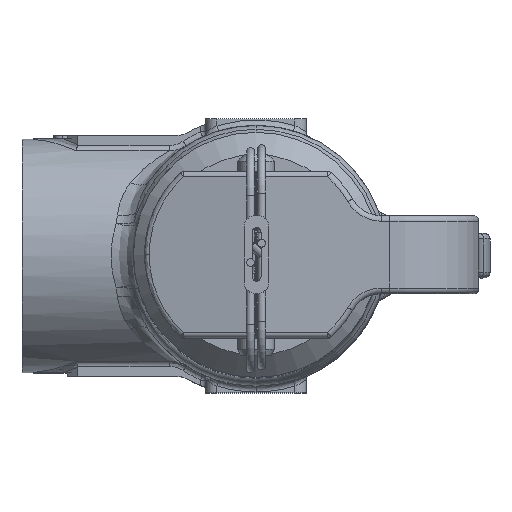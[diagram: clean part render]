
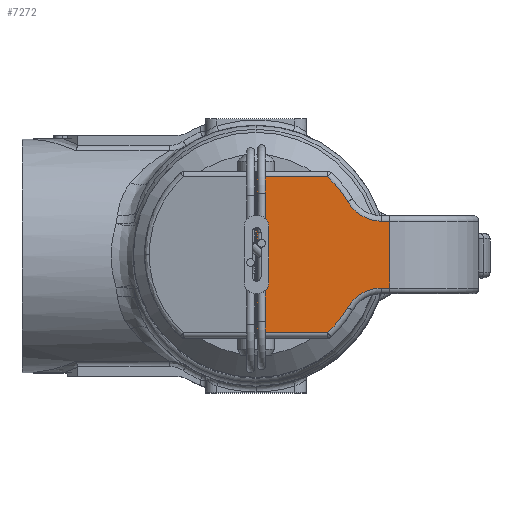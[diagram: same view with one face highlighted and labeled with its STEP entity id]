
A CAD part, top view. The second image highlights one B-rep face of the part: STEP entity #7272.
In plain terms, the highlighted planar face has unit normal (0, 0, 1).
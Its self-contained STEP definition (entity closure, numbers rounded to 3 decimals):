
#7181=CARTESIAN_POINT('',(-0.,-0.,69.5));
#7182=DIRECTION('',(0.,-0.,1.));
#7183=DIRECTION('',(0.,-1.,-0.));
#7184=AXIS2_PLACEMENT_3D('',#7181,#7182,#7183);
#7185=PLANE('',#7184);
#7186=CARTESIAN_POINT('',(6.423,7.,69.5));
#7187=VERTEX_POINT('',#7186);
#7188=CARTESIAN_POINT('',(0.044,7.,69.5));
#7189=VERTEX_POINT('',#7188);
#7190=CARTESIAN_POINT('',(6.423,7.,69.5));
#7191=DIRECTION('',(-1.,-0.,-0.));
#7192=VECTOR('',#7191,6.379);
#7193=LINE('',#7190,#7192);
#7194=EDGE_CURVE('NONE',#7187,#7189,#7193,.T.);
#7195=ORIENTED_EDGE('',*,*,#7194,.T.);
#7196=CARTESIAN_POINT('',(0.044,-7.,69.5));
#7197=VERTEX_POINT('',#7196);
#7198=CARTESIAN_POINT('',(0.044,7.,69.5));
#7199=DIRECTION('',(0.,-1.,-0.));
#7200=VECTOR('',#7199,14.);
#7201=LINE('',#7198,#7200);
#7202=EDGE_CURVE('NONE',#7189,#7197,#7201,.T.);
#7203=ORIENTED_EDGE('',*,*,#7202,.T.);
#7204=CARTESIAN_POINT('',(6.423,-7.,69.5));
#7205=VERTEX_POINT('',#7204);
#7206=CARTESIAN_POINT('',(0.044,-7.,69.5));
#7207=DIRECTION('',(1.,0.,0.));
#7208=VECTOR('',#7207,6.379);
#7209=LINE('',#7206,#7208);
#7210=EDGE_CURVE('NONE',#7197,#7205,#7209,.T.);
#7211=ORIENTED_EDGE('',*,*,#7210,.T.);
#7212=CARTESIAN_POINT('',(8.227,-4.75,69.5));
#7213=VERTEX_POINT('',#7212);
#7214=CARTESIAN_POINT('',(-0.,-0.,69.5));
#7215=DIRECTION('',(0.,-0.,1.));
#7216=DIRECTION('',(0.,-1.,-0.));
#7217=AXIS2_PLACEMENT_3D('',#7214,#7215,#7216);
#7218=CIRCLE('',#7217,9.5);
#7219=EDGE_CURVE('NONE',#7205,#7213,#7218,.T.);
#7220=ORIENTED_EDGE('',*,*,#7219,.T.);
#7221=CARTESIAN_POINT('',(11.258,-3.,69.5));
#7222=VERTEX_POINT('',#7221);
#7223=CARTESIAN_POINT('',(11.258,-6.5,69.5));
#7224=DIRECTION('',(-0.,0.,-1.));
#7225=DIRECTION('',(0.,-1.,-0.));
#7226=AXIS2_PLACEMENT_3D('',#7223,#7224,#7225);
#7227=CIRCLE('',#7226,3.5);
#7228=EDGE_CURVE('NONE',#7213,#7222,#7227,.T.);
#7229=ORIENTED_EDGE('',*,*,#7228,.T.);
#7230=CARTESIAN_POINT('',(12.,-3.,69.5));
#7231=VERTEX_POINT('',#7230);
#7232=CARTESIAN_POINT('',(11.258,-3.,69.5));
#7233=DIRECTION('',(1.,0.,0.));
#7234=VECTOR('',#7233,0.742);
#7235=LINE('',#7232,#7234);
#7236=EDGE_CURVE('NONE',#7222,#7231,#7235,.T.);
#7237=ORIENTED_EDGE('',*,*,#7236,.T.);
#7238=CARTESIAN_POINT('',(12.,3.,69.5));
#7239=VERTEX_POINT('',#7238);
#7240=CARTESIAN_POINT('',(12.,-3.,69.5));
#7241=DIRECTION('',(-0.,1.,0.));
#7242=VECTOR('',#7241,6.);
#7243=LINE('',#7240,#7242);
#7244=EDGE_CURVE('NONE',#7231,#7239,#7243,.T.);
#7245=ORIENTED_EDGE('',*,*,#7244,.T.);
#7246=CARTESIAN_POINT('',(11.258,3.,69.5));
#7247=VERTEX_POINT('',#7246);
#7248=CARTESIAN_POINT('',(12.,3.,69.5));
#7249=DIRECTION('',(-1.,-0.,-0.));
#7250=VECTOR('',#7249,0.742);
#7251=LINE('',#7248,#7250);
#7252=EDGE_CURVE('NONE',#7239,#7247,#7251,.T.);
#7253=ORIENTED_EDGE('',*,*,#7252,.T.);
#7254=CARTESIAN_POINT('',(8.227,4.75,69.5));
#7255=VERTEX_POINT('',#7254);
#7256=CARTESIAN_POINT('',(11.258,6.5,69.5));
#7257=DIRECTION('',(-0.,0.,-1.));
#7258=DIRECTION('',(0.,-1.,-0.));
#7259=AXIS2_PLACEMENT_3D('',#7256,#7257,#7258);
#7260=CIRCLE('',#7259,3.5);
#7261=EDGE_CURVE('NONE',#7247,#7255,#7260,.T.);
#7262=ORIENTED_EDGE('',*,*,#7261,.T.);
#7263=CARTESIAN_POINT('',(-0.,-0.,69.5));
#7264=DIRECTION('',(0.,-0.,1.));
#7265=DIRECTION('',(0.,-1.,-0.));
#7266=AXIS2_PLACEMENT_3D('',#7263,#7264,#7265);
#7267=CIRCLE('',#7266,9.5);
#7268=EDGE_CURVE('NONE',#7255,#7187,#7267,.T.);
#7269=ORIENTED_EDGE('',*,*,#7268,.T.);
#7270=EDGE_LOOP('',(#7195,#7203,#7211,#7220,#7229,#7237,#7245,#7253,#7262,#7269));
#7271=FACE_BOUND('',#7270,.T.);
#7272=ADVANCED_FACE('NONE',(#7271),#7185,.T.);
